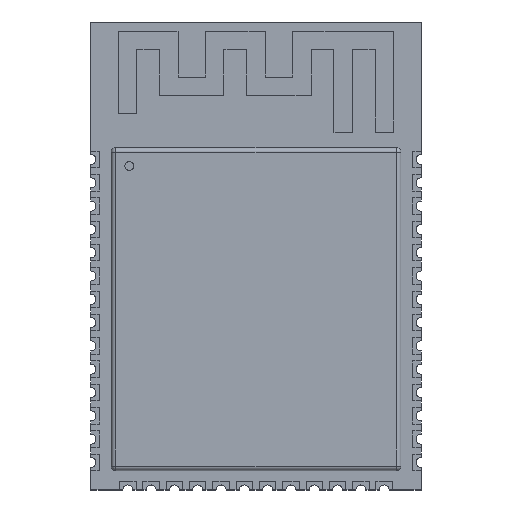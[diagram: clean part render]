
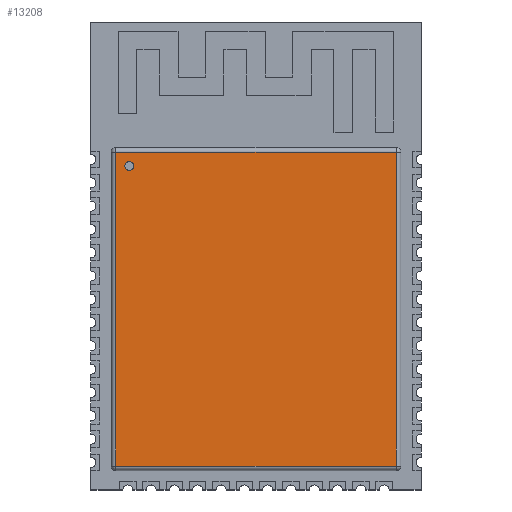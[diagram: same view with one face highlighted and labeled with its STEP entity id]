
A CAD part, top view. The second image highlights one B-rep face of the part: STEP entity #13208.
In plain terms, the highlighted planar face has unit normal (0, 0, 1).
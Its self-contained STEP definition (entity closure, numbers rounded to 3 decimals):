
#13032 = VERTEX_POINT('',#13033);
#13033 = CARTESIAN_POINT('',(-7.65,5.65,3.1));
#13040 = EDGE_CURVE('',#13032,#13041,#13043,.T.);
#13041 = VERTEX_POINT('',#13042);
#13042 = CARTESIAN_POINT('',(7.65,5.65,3.1));
#13043 = LINE('',#13044,#13045);
#13044 = CARTESIAN_POINT('',(-7.9,5.65,3.1));
#13045 = VECTOR('',#13046,1.);
#13046 = DIRECTION('',(1.,0.,0.));
#13208 = ADVANCED_FACE('',(#13209,#13234),#13245,.T.);
#13209 = FACE_BOUND('',#13210,.T.);
#13210 = EDGE_LOOP('',(#13211,#13221,#13227,#13228));
#13211 = ORIENTED_EDGE('',*,*,#13212,.F.);
#13212 = EDGE_CURVE('',#13213,#13215,#13217,.T.);
#13213 = VERTEX_POINT('',#13214);
#13214 = CARTESIAN_POINT('',(7.65,-11.45,3.1));
#13215 = VERTEX_POINT('',#13216);
#13216 = CARTESIAN_POINT('',(-7.65,-11.45,3.1));
#13217 = LINE('',#13218,#13219);
#13218 = CARTESIAN_POINT('',(7.9,-11.45,3.1));
#13219 = VECTOR('',#13220,1.);
#13220 = DIRECTION('',(-1.,0.,0.));
#13221 = ORIENTED_EDGE('',*,*,#13222,.F.);
#13222 = EDGE_CURVE('',#13041,#13213,#13223,.T.);
#13223 = LINE('',#13224,#13225);
#13224 = CARTESIAN_POINT('',(7.65,5.9,3.1));
#13225 = VECTOR('',#13226,1.);
#13226 = DIRECTION('',(0.,-1.,0.));
#13227 = ORIENTED_EDGE('',*,*,#13040,.F.);
#13228 = ORIENTED_EDGE('',*,*,#13229,.F.);
#13229 = EDGE_CURVE('',#13215,#13032,#13230,.T.);
#13230 = LINE('',#13231,#13232);
#13231 = CARTESIAN_POINT('',(-7.65,-11.7,3.1));
#13232 = VECTOR('',#13233,1.);
#13233 = DIRECTION('',(0.,1.,0.));
#13234 = FACE_BOUND('',#13235,.T.);
#13235 = EDGE_LOOP('',(#13236));
#13236 = ORIENTED_EDGE('',*,*,#13237,.F.);
#13237 = EDGE_CURVE('',#13238,#13238,#13240,.T.);
#13238 = VERTEX_POINT('',#13239);
#13239 = CARTESIAN_POINT('',(-6.65,4.9,3.1));
#13240 = CIRCLE('',#13241,0.25);
#13241 = AXIS2_PLACEMENT_3D('',#13242,#13243,#13244);
#13242 = CARTESIAN_POINT('',(-6.9,4.9,3.1));
#13243 = DIRECTION('',(0.,0.,1.));
#13244 = DIRECTION('',(1.,0.,0.));
#13245 = PLANE('',#13246);
#13246 = AXIS2_PLACEMENT_3D('',#13247,#13248,#13249);
#13247 = CARTESIAN_POINT('',(0.,-2.9,3.1));
#13248 = DIRECTION('',(0.,0.,1.));
#13249 = DIRECTION('',(1.,0.,0.));
